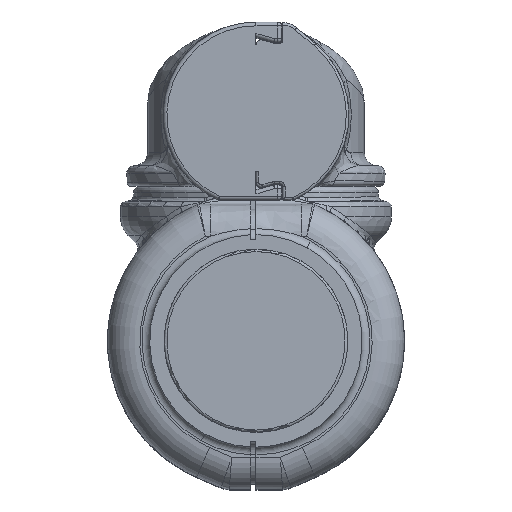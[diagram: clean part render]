
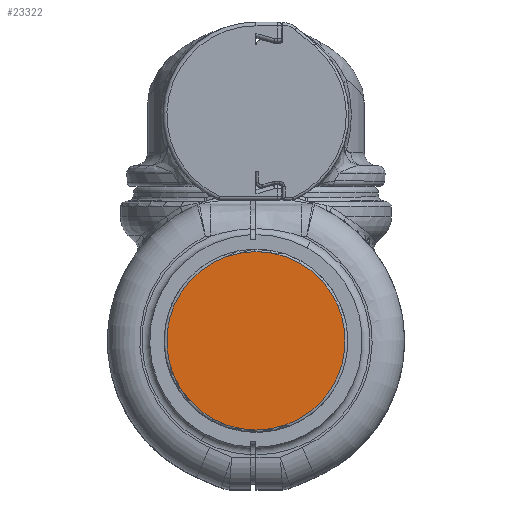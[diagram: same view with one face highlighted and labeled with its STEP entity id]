
A CAD part, top view. The second image highlights one B-rep face of the part: STEP entity #23322.
In plain terms, the highlighted planar face has unit normal (0, 0, 1).
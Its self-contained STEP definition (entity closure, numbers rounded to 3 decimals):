
#23257=CARTESIAN_POINT('Axis2P3D Location',(0.,0.,216.264)) ;
#23261=CARTESIAN_POINT('Vertex',(0.,-34.537,216.264)) ;
#23263=CARTESIAN_POINT('Vertex',(-16.558,-30.309,216.264)) ;
#23275=CARTESIAN_POINT('Vertex',(16.558,30.309,216.264)) ;
#23278=CARTESIAN_POINT('Axis2P3D Location',(0.,0.,216.264)) ;
#23291=CARTESIAN_POINT('Axis2P3D Location',(0.,0.,216.264)) ;
#23295=CARTESIAN_POINT('Vertex',(0.,34.537,216.264)) ;
#23298=CARTESIAN_POINT('Axis2P3D Location',(0.,0.,216.264)) ;
#23311=CARTESIAN_POINT('Axis2P3D Location',(0.,-34.537,216.264)) ;
#23258=DIRECTION('Axis2P3D Direction',(0.,0.,-1.)) ;
#23279=DIRECTION('Axis2P3D Direction',(0.,0.,-1.)) ;
#23292=DIRECTION('Axis2P3D Direction',(0.,0.,-1.)) ;
#23299=DIRECTION('Axis2P3D Direction',(0.,0.,-1.)) ;
#23312=DIRECTION('Axis2P3D Direction',(0.,0.,-1.)) ;
#23313=DIRECTION('Axis2P3D XDirection',(1.,0.,0.)) ;
#23259=AXIS2_PLACEMENT_3D('Circle Axis2P3D',#23257,#23258,$) ;
#23280=AXIS2_PLACEMENT_3D('Circle Axis2P3D',#23278,#23279,$) ;
#23293=AXIS2_PLACEMENT_3D('Circle Axis2P3D',#23291,#23292,$) ;
#23300=AXIS2_PLACEMENT_3D('Circle Axis2P3D',#23298,#23299,$) ;
#23314=AXIS2_PLACEMENT_3D('Plane Axis2P3D',#23311,#23312,#23313) ;
#23260=CIRCLE('generated circle',#23259,34.537) ;
#23281=CIRCLE('generated circle',#23280,34.537) ;
#23294=CIRCLE('generated circle',#23293,34.537) ;
#23301=CIRCLE('generated circle',#23300,34.537) ;
#23315=PLANE('',#23314) ;
#23265=EDGE_CURVE('',#23262,#23264,#23260,.T.) ;
#23282=EDGE_CURVE('',#23276,#23262,#23281,.T.) ;
#23297=EDGE_CURVE('',#23264,#23296,#23294,.T.) ;
#23302=EDGE_CURVE('',#23296,#23276,#23301,.T.) ;
#23317=ORIENTED_EDGE('',*,*,#23282,.F.) ;
#23318=ORIENTED_EDGE('',*,*,#23302,.F.) ;
#23319=ORIENTED_EDGE('',*,*,#23297,.F.) ;
#23320=ORIENTED_EDGE('',*,*,#23265,.F.) ;
#23316=EDGE_LOOP('',(#23317,#23318,#23319,#23320)) ;
#23262=VERTEX_POINT('',#23261) ;
#23264=VERTEX_POINT('',#23263) ;
#23276=VERTEX_POINT('',#23275) ;
#23296=VERTEX_POINT('',#23295) ;
#23322=ADVANCED_FACE('PartBody',(#23321),#23315,.F.) ;
#23321=FACE_OUTER_BOUND('',#23316,.T.) ;
